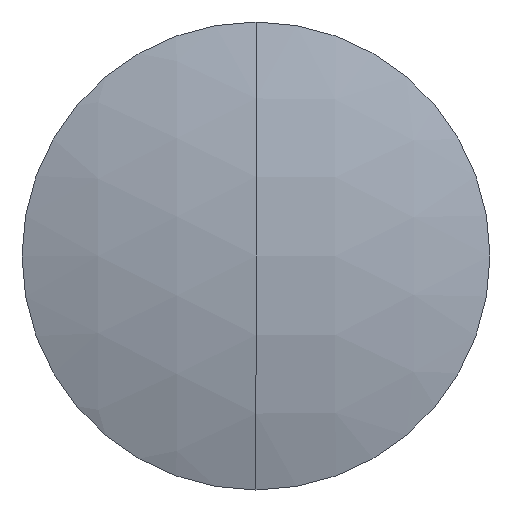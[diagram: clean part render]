
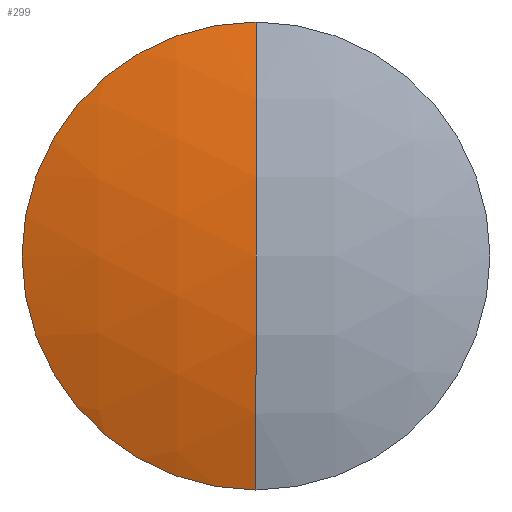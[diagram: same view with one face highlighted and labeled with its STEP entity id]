
A CAD part, left-side view. The second image highlights one B-rep face of the part: STEP entity #299.
In plain terms, the highlighted spherical face has radius 78.56 mm.
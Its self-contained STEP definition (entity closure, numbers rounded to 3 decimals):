
#13 = SPHERICAL_SURFACE ( 'NONE', #169, 78.56 ) ;
#16 = DIRECTION ( 'NONE',  ( 0., 1., 0. ) ) ;
#25 = EDGE_LOOP ( 'NONE', ( #98, #113, #87 ) ) ;
#41 = CARTESIAN_POINT ( 'NONE',  ( 220.052, 0., 0. ) ) ;
#60 = DIRECTION ( 'NONE',  ( 0., 1., 0. ) ) ;
#69 = EDGE_CURVE ( 'NONE', #239, #120, #301, .T. ) ;
#87 = ORIENTED_EDGE ( 'NONE', *, *, #69, .F. ) ;
#89 = DIRECTION ( 'NONE',  ( 0., 0., 1. ) ) ;
#90 = FACE_OUTER_BOUND ( 'NONE', #25, .T. ) ;
#98 = ORIENTED_EDGE ( 'NONE', *, *, #219, .T. ) ;
#113 = ORIENTED_EDGE ( 'NONE', *, *, #334, .T. ) ;
#115 = DIRECTION ( 'NONE',  ( 0., -1., 0. ) ) ;
#120 = VERTEX_POINT ( 'NONE', #205 ) ;
#121 = CARTESIAN_POINT ( 'NONE',  ( 220.052, 0., 0. ) ) ;
#123 = DIRECTION ( 'NONE',  ( 0., 0., -1. ) ) ;
#131 = VERTEX_POINT ( 'NONE', #340 ) ;
#155 = CARTESIAN_POINT ( 'NONE',  ( 220.052, 0., 0. ) ) ;
#169 = AXIS2_PLACEMENT_3D ( 'NONE', #41, #16, #89 ) ;
#191 = CARTESIAN_POINT ( 'NONE',  ( 145.711, 0., 0. ) ) ;
#201 = DIRECTION ( 'NONE',  ( -1., 0., 0. ) ) ;
#202 = CIRCLE ( 'NONE', #244, 25.4 ) ;
#205 = CARTESIAN_POINT ( 'NONE',  ( 141.492, 0., 0. ) ) ;
#219 = EDGE_CURVE ( 'NONE', #239, #131, #202, .T. ) ;
#239 = VERTEX_POINT ( 'NONE', #314 ) ;
#244 = AXIS2_PLACEMENT_3D ( 'NONE', #191, #201, #274 ) ;
#266 = DIRECTION ( 'NONE',  ( 0., 0., 1. ) ) ;
#274 = DIRECTION ( 'NONE',  ( 0., 0., 1. ) ) ;
#275 = AXIS2_PLACEMENT_3D ( 'NONE', #121, #115, #123 ) ;
#292 = CIRCLE ( 'NONE', #317, 78.56 ) ;
#299 = ADVANCED_FACE ( 'NONE', ( #90 ), #13, .T. ) ;
#301 = CIRCLE ( 'NONE', #275, 78.56 ) ;
#314 = CARTESIAN_POINT ( 'NONE',  ( 145.711, 0., 25.4 ) ) ;
#317 = AXIS2_PLACEMENT_3D ( 'NONE', #155, #60, #266 ) ;
#334 = EDGE_CURVE ( 'NONE', #131, #120, #292, .T. ) ;
#340 = CARTESIAN_POINT ( 'NONE',  ( 145.711, 0., -25.4 ) ) ;
